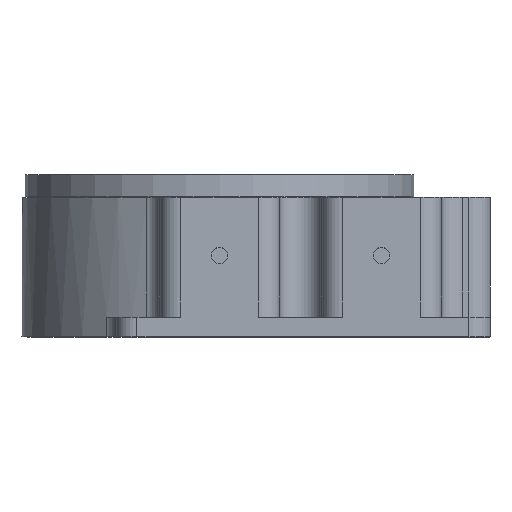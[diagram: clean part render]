
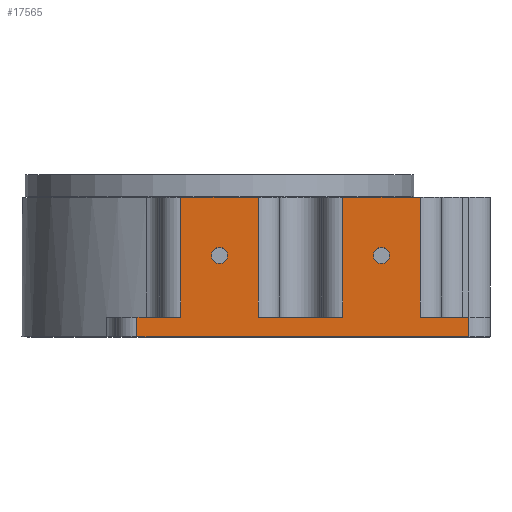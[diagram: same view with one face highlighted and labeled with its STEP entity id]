
A CAD part, top view. The second image highlights one B-rep face of the part: STEP entity #17565.
In plain terms, the highlighted face is planar.
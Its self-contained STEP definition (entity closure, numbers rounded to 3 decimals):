
#225 = CARTESIAN_POINT ( 'NONE',  ( 69., 25., -52.5 ) ) ;
#384 = CARTESIAN_POINT ( 'NONE',  ( 69., 6., -77. ) ) ;
#386 = VERTEX_POINT ( 'NONE', #10746 ) ;
#709 = EDGE_CURVE ( 'NONE', #7805, #18602, #16739, .T. ) ;
#731 = CARTESIAN_POINT ( 'NONE',  ( 69., 6., 12.002 ) ) ;
#739 = CARTESIAN_POINT ( 'NONE',  ( 69., -29.605, -12. ) ) ;
#815 = VECTOR ( 'NONE', #14825, 1000. ) ;
#923 = ORIENTED_EDGE ( 'NONE', *, *, #19639, .T. ) ;
#1114 = CARTESIAN_POINT ( 'NONE',  ( 69., 6., 34.793 ) ) ;
#1193 = CARTESIAN_POINT ( 'NONE',  ( 69., 6., -12. ) ) ;
#1204 = CARTESIAN_POINT ( 'NONE',  ( 69., 43., 25.5 ) ) ;
#1312 = LINE ( 'NONE', #4311, #21158 ) ;
#1449 = ORIENTED_EDGE ( 'NONE', *, *, #19099, .F. ) ;
#1659 = VERTEX_POINT ( 'NONE', #17295 ) ;
#1690 = VERTEX_POINT ( 'NONE', #4205 ) ;
#1798 = ORIENTED_EDGE ( 'NONE', *, *, #18943, .F. ) ;
#1820 = DIRECTION ( 'NONE',  ( 0., 1., 0. ) ) ;
#1898 = CARTESIAN_POINT ( 'NONE',  ( 69., 6., 25.5 ) ) ;
#1987 = DIRECTION ( 'NONE',  ( 0., 0., -1. ) ) ;
#2240 = VECTOR ( 'NONE', #17165, 1000. ) ;
#2381 = VERTEX_POINT ( 'NONE', #5569 ) ;
#2689 = EDGE_CURVE ( 'NONE', #1659, #1690, #20655, .T. ) ;
#2793 = DIRECTION ( 'NONE',  ( 0., 0., -1. ) ) ;
#3049 = EDGE_CURVE ( 'NONE', #10844, #5277, #14946, .T. ) ;
#3242 = CARTESIAN_POINT ( 'NONE',  ( 69., 25., 0. ) ) ;
#3626 = PLANE ( 'NONE',  #6305 ) ;
#3666 = DIRECTION ( 'NONE',  ( 1., 0., 0. ) ) ;
#4064 = EDGE_LOOP ( 'NONE', ( #1798, #18472 ) ) ;
#4090 = LINE ( 'NONE', #15248, #2240 ) ;
#4205 = CARTESIAN_POINT ( 'NONE',  ( 69., 25., 2.5 ) ) ;
#4311 = CARTESIAN_POINT ( 'NONE',  ( 69., 43., -77. ) ) ;
#4312 = CIRCLE ( 'NONE', #13231, 2.5 ) ;
#4552 = EDGE_LOOP ( 'NONE', ( #5149, #17964 ) ) ;
#4580 = CARTESIAN_POINT ( 'NONE',  ( 69., 6., -38. ) ) ;
#5012 = CARTESIAN_POINT ( 'NONE',  ( 69., 43., -77. ) ) ;
#5051 = VERTEX_POINT ( 'NONE', #6747 ) ;
#5126 = FACE_OUTER_BOUND ( 'NONE', #13057, .T. ) ;
#5149 = ORIENTED_EDGE ( 'NONE', *, *, #2689, .F. ) ;
#5277 = VERTEX_POINT ( 'NONE', #20883 ) ;
#5356 = CARTESIAN_POINT ( 'NONE',  ( 69., 43., -77. ) ) ;
#5569 = CARTESIAN_POINT ( 'NONE',  ( 69., 0., 25.5 ) ) ;
#5591 = VERTEX_POINT ( 'NONE', #1898 ) ;
#5660 = DIRECTION ( 'NONE',  ( 0., 0., 1. ) ) ;
#5772 = DIRECTION ( 'NONE',  ( -1., 0., 0. ) ) ;
#5947 = VERTEX_POINT ( 'NONE', #11709 ) ;
#6034 = VECTOR ( 'NONE', #1820, 1000. ) ;
#6079 = ORIENTED_EDGE ( 'NONE', *, *, #7844, .F. ) ;
#6136 = ORIENTED_EDGE ( 'NONE', *, *, #3049, .T. ) ;
#6305 = AXIS2_PLACEMENT_3D ( 'NONE', #10166, #5772, #5660 ) ;
#6514 = LINE ( 'NONE', #5012, #12146 ) ;
#6741 = ORIENTED_EDGE ( 'NONE', *, *, #709, .F. ) ;
#6745 = FACE_BOUND ( 'NONE', #4064, .T. ) ;
#6747 = CARTESIAN_POINT ( 'NONE',  ( 69., 0., -77. ) ) ;
#6842 = FACE_BOUND ( 'NONE', #4552, .T. ) ;
#7388 = CARTESIAN_POINT ( 'NONE',  ( 69., 6., -62. ) ) ;
#7563 = ORIENTED_EDGE ( 'NONE', *, *, #19882, .T. ) ;
#7643 = VERTEX_POINT ( 'NONE', #731 ) ;
#7805 = VERTEX_POINT ( 'NONE', #4580 ) ;
#7844 = EDGE_CURVE ( 'NONE', #18602, #5277, #6514, .T. ) ;
#8126 = DIRECTION ( 'NONE',  ( 0., 0., -1. ) ) ;
#8172 = AXIS2_PLACEMENT_3D ( 'NONE', #3242, #3666, #19535 ) ;
#8276 = ORIENTED_EDGE ( 'NONE', *, *, #10731, .F. ) ;
#8582 = CARTESIAN_POINT ( 'NONE',  ( 69., 43., -38. ) ) ;
#8986 = EDGE_CURVE ( 'NONE', #7805, #386, #20383, .T. ) ;
#9184 = ORIENTED_EDGE ( 'NONE', *, *, #19935, .T. ) ;
#9757 = DIRECTION ( 'NONE',  ( 0., 0., -1. ) ) ;
#9783 = CIRCLE ( 'NONE', #14596, 2.5 ) ;
#9999 = VECTOR ( 'NONE', #16293, 1000. ) ;
#10023 = ORIENTED_EDGE ( 'NONE', *, *, #16214, .T. ) ;
#10166 = CARTESIAN_POINT ( 'NONE',  ( 69., 43., -77. ) ) ;
#10559 = DIRECTION ( 'NONE',  ( 0., 0., -1. ) ) ;
#10731 = EDGE_CURVE ( 'NONE', #16725, #5051, #20039, .T. ) ;
#10746 = CARTESIAN_POINT ( 'NONE',  ( 69., 6., -12. ) ) ;
#10789 = CARTESIAN_POINT ( 'NONE',  ( 69., -29.605, 12.002 ) ) ;
#10844 = VERTEX_POINT ( 'NONE', #7388 ) ;
#11100 = DIRECTION ( 'NONE',  ( 0., 1., 0. ) ) ;
#11391 = CARTESIAN_POINT ( 'NONE',  ( 69., -29.605, -62. ) ) ;
#11593 = EDGE_CURVE ( 'NONE', #17441, #14540, #9783, .T. ) ;
#11646 = VERTEX_POINT ( 'NONE', #19015 ) ;
#11709 = CARTESIAN_POINT ( 'NONE',  ( 69., 43., -12. ) ) ;
#11896 = DIRECTION ( 'NONE',  ( 0., -1., 0. ) ) ;
#12146 = VECTOR ( 'NONE', #8126, 1000. ) ;
#12268 = CARTESIAN_POINT ( 'NONE',  ( 69., 25., -50. ) ) ;
#12380 = CARTESIAN_POINT ( 'NONE',  ( 69., 25., 0. ) ) ;
#12575 = EDGE_CURVE ( 'NONE', #386, #5947, #15424, .T. ) ;
#12578 = LINE ( 'NONE', #1204, #18369 ) ;
#12603 = DIRECTION ( 'NONE',  ( 0., 0., 1. ) ) ;
#13057 = EDGE_LOOP ( 'NONE', ( #6079, #6741, #15131, #16781, #18462, #1449, #923, #9184, #10023, #8276, #7563, #6136 ) ) ;
#13076 = LINE ( 'NONE', #17785, #9999 ) ;
#13231 = AXIS2_PLACEMENT_3D ( 'NONE', #14592, #21130, #9757 ) ;
#13349 = EDGE_CURVE ( 'NONE', #11646, #5947, #1312, .T. ) ;
#13455 = DIRECTION ( 'NONE',  ( 1., 0., 0. ) ) ;
#13946 = VECTOR ( 'NONE', #11100, 1000. ) ;
#14137 = EDGE_CURVE ( 'NONE', #1690, #1659, #17426, .T. ) ;
#14540 = VERTEX_POINT ( 'NONE', #225 ) ;
#14547 = VECTOR ( 'NONE', #11896, 1000. ) ;
#14592 = CARTESIAN_POINT ( 'NONE',  ( 69., 25., -50. ) ) ;
#14596 = AXIS2_PLACEMENT_3D ( 'NONE', #12268, #13455, #1987 ) ;
#14825 = DIRECTION ( 'NONE',  ( 0., 1., 0. ) ) ;
#14946 = LINE ( 'NONE', #11391, #815 ) ;
#15131 = ORIENTED_EDGE ( 'NONE', *, *, #8986, .T. ) ;
#15248 = CARTESIAN_POINT ( 'NONE',  ( 69., 6., -62. ) ) ;
#15424 = LINE ( 'NONE', #739, #13946 ) ;
#15862 = AXIS2_PLACEMENT_3D ( 'NONE', #12380, #18810, #10559 ) ;
#16214 = EDGE_CURVE ( 'NONE', #2381, #5051, #13076, .T. ) ;
#16293 = DIRECTION ( 'NONE',  ( 0., 0., -1. ) ) ;
#16725 = VERTEX_POINT ( 'NONE', #384 ) ;
#16739 = LINE ( 'NONE', #19848, #19772 ) ;
#16781 = ORIENTED_EDGE ( 'NONE', *, *, #12575, .T. ) ;
#16950 = DIRECTION ( 'NONE',  ( 0., 1., 0. ) ) ;
#17165 = DIRECTION ( 'NONE',  ( 0., 0., 1. ) ) ;
#17264 = DIRECTION ( 'NONE',  ( 0., 0., 1. ) ) ;
#17295 = CARTESIAN_POINT ( 'NONE',  ( 69., 25., -2.5 ) ) ;
#17393 = DIRECTION ( 'NONE',  ( 0., -1., 0. ) ) ;
#17426 = CIRCLE ( 'NONE', #8172, 2.5 ) ;
#17441 = VERTEX_POINT ( 'NONE', #19503 ) ;
#17565 = ADVANCED_FACE ( 'NONE', ( #6842, #6745, #5126 ), #3626, .F. ) ;
#17785 = CARTESIAN_POINT ( 'NONE',  ( 69., 0., -77. ) ) ;
#17964 = ORIENTED_EDGE ( 'NONE', *, *, #14137, .F. ) ;
#18369 = VECTOR ( 'NONE', #17393, 1000. ) ;
#18462 = ORIENTED_EDGE ( 'NONE', *, *, #13349, .F. ) ;
#18472 = ORIENTED_EDGE ( 'NONE', *, *, #11593, .F. ) ;
#18602 = VERTEX_POINT ( 'NONE', #8582 ) ;
#18810 = DIRECTION ( 'NONE',  ( 1., 0., 0. ) ) ;
#18923 = LINE ( 'NONE', #10789, #6034 ) ;
#18943 = EDGE_CURVE ( 'NONE', #14540, #17441, #4312, .T. ) ;
#19015 = CARTESIAN_POINT ( 'NONE',  ( 69., 43., 12.002 ) ) ;
#19047 = VECTOR ( 'NONE', #12603, 1000. ) ;
#19099 = EDGE_CURVE ( 'NONE', #7643, #11646, #18923, .T. ) ;
#19389 = VECTOR ( 'NONE', #17264, 1000. ) ;
#19503 = CARTESIAN_POINT ( 'NONE',  ( 69., 25., -47.5 ) ) ;
#19535 = DIRECTION ( 'NONE',  ( 0., 0., -1. ) ) ;
#19639 = EDGE_CURVE ( 'NONE', #7643, #5591, #20737, .T. ) ;
#19772 = VECTOR ( 'NONE', #16950, 1000. ) ;
#19848 = CARTESIAN_POINT ( 'NONE',  ( 69., -29.605, -38. ) ) ;
#19882 = EDGE_CURVE ( 'NONE', #16725, #10844, #4090, .T. ) ;
#19935 = EDGE_CURVE ( 'NONE', #5591, #2381, #12578, .T. ) ;
#20039 = LINE ( 'NONE', #5356, #14547 ) ;
#20383 = LINE ( 'NONE', #1193, #19389 ) ;
#20655 = CIRCLE ( 'NONE', #15862, 2.5 ) ;
#20737 = LINE ( 'NONE', #1114, #19047 ) ;
#20883 = CARTESIAN_POINT ( 'NONE',  ( 69., 43., -62. ) ) ;
#21130 = DIRECTION ( 'NONE',  ( 1., 0., 0. ) ) ;
#21158 = VECTOR ( 'NONE', #2793, 1000. ) ;
